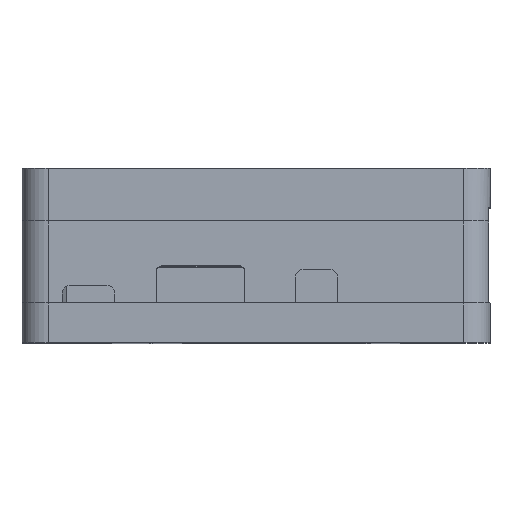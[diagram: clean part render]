
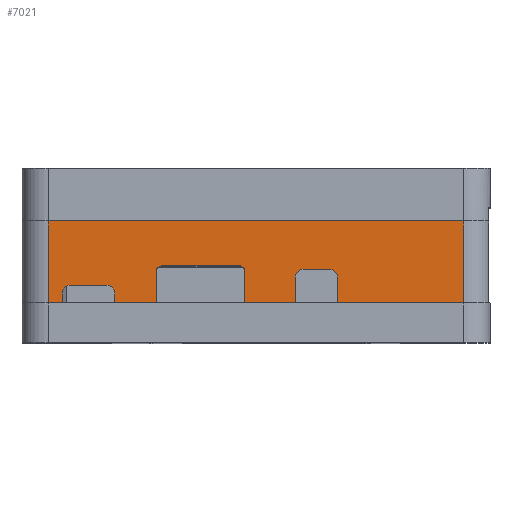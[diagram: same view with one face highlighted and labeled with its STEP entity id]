
A CAD part, top view. The second image highlights one B-rep face of the part: STEP entity #7021.
In plain terms, the highlighted planar face has unit normal (0, 0, 1).
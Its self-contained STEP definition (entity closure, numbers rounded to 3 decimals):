
#428=CIRCLE('',#7379,1.5);
#431=CIRCLE('',#7385,1.159);
#433=CIRCLE('',#7389,1.207);
#438=CIRCLE('',#7400,1.5);
#439=CIRCLE('',#7401,1.5);
#440=CIRCLE('',#7402,1.5);
#699=FACE_OUTER_BOUND('',#1088,.T.);
#1088=EDGE_LOOP('',(#5556,#5557,#5558,#5559,#5560,#5561,#5562,#5563,#5564,
#5565,#5566,#5567,#5568,#5569,#5570,#5571,#5572,#5573,#5574,#5575,#5576,
#5577));
#1640=LINE('',#10726,#2390);
#1641=LINE('',#10729,#2391);
#1648=LINE('',#10749,#2398);
#1651=LINE('',#10763,#2401);
#1654=LINE('',#10768,#2404);
#1667=LINE('',#10798,#2417);
#1668=LINE('',#10800,#2418);
#1669=LINE('',#10802,#2419);
#1670=LINE('',#10806,#2420);
#1671=LINE('',#10810,#2421);
#1672=LINE('',#10812,#2422);
#1673=LINE('',#10814,#2423);
#1674=LINE('',#10816,#2424);
#1675=LINE('',#10818,#2425);
#1676=LINE('',#10820,#2426);
#1677=LINE('',#10822,#2427);
#2390=VECTOR('',#8310,10.);
#2391=VECTOR('',#8313,10.);
#2398=VECTOR('',#8330,10.);
#2401=VECTOR('',#8343,10.);
#2404=VECTOR('',#8348,10.);
#2417=VECTOR('',#8375,10.);
#2418=VECTOR('',#8376,10.);
#2419=VECTOR('',#8377,10.);
#2420=VECTOR('',#8380,10.);
#2421=VECTOR('',#8383,10.);
#2422=VECTOR('',#8384,10.);
#2423=VECTOR('',#8385,10.);
#2424=VECTOR('',#8386,10.);
#2425=VECTOR('',#8387,10.);
#2426=VECTOR('',#8388,10.);
#2427=VECTOR('',#8389,10.);
#3133=VERTEX_POINT('',#10716);
#3134=VERTEX_POINT('',#10718);
#3136=VERTEX_POINT('',#10724);
#3137=VERTEX_POINT('',#10728);
#3142=VERTEX_POINT('',#10739);
#3143=VERTEX_POINT('',#10741);
#3145=VERTEX_POINT('',#10747);
#3148=VERTEX_POINT('',#10754);
#3149=VERTEX_POINT('',#10756);
#3151=VERTEX_POINT('',#10762);
#3163=VERTEX_POINT('',#10799);
#3164=VERTEX_POINT('',#10801);
#3165=VERTEX_POINT('',#10803);
#3166=VERTEX_POINT('',#10805);
#3167=VERTEX_POINT('',#10807);
#3168=VERTEX_POINT('',#10809);
#3169=VERTEX_POINT('',#10811);
#3170=VERTEX_POINT('',#10813);
#3171=VERTEX_POINT('',#10815);
#3172=VERTEX_POINT('',#10817);
#3173=VERTEX_POINT('',#10819);
#3174=VERTEX_POINT('',#10821);
#3981=EDGE_CURVE('',#3133,#3134,#428,.T.);
#3985=EDGE_CURVE('',#3136,#3133,#1640,.T.);
#3986=EDGE_CURVE('',#3137,#3134,#1641,.T.);
#3992=EDGE_CURVE('',#3142,#3143,#431,.T.);
#3996=EDGE_CURVE('',#3145,#3142,#1648,.T.);
#3999=EDGE_CURVE('',#3148,#3149,#433,.T.);
#4002=EDGE_CURVE('',#3149,#3151,#1651,.T.);
#4005=EDGE_CURVE('',#3148,#3143,#1654,.T.);
#4021=EDGE_CURVE('',#3151,#3136,#1667,.T.);
#4022=EDGE_CURVE('',#3163,#3145,#1668,.T.);
#4023=EDGE_CURVE('',#3163,#3164,#1669,.T.);
#4024=EDGE_CURVE('',#3165,#3164,#438,.T.);
#4025=EDGE_CURVE('',#3165,#3166,#1670,.T.);
#4026=EDGE_CURVE('',#3167,#3166,#439,.T.);
#4027=EDGE_CURVE('',#3167,#3168,#1671,.T.);
#4028=EDGE_CURVE('',#3169,#3168,#1672,.T.);
#4029=EDGE_CURVE('',#3169,#3170,#1673,.T.);
#4030=EDGE_CURVE('',#3171,#3170,#1674,.T.);
#4031=EDGE_CURVE('',#3172,#3171,#1675,.T.);
#4032=EDGE_CURVE('',#3173,#3172,#1676,.T.);
#4033=EDGE_CURVE('',#3173,#3174,#1677,.T.);
#4034=EDGE_CURVE('',#3137,#3174,#440,.T.);
#5556=ORIENTED_EDGE('',*,*,#4021,.F.);
#5557=ORIENTED_EDGE('',*,*,#4002,.F.);
#5558=ORIENTED_EDGE('',*,*,#3999,.F.);
#5559=ORIENTED_EDGE('',*,*,#4005,.T.);
#5560=ORIENTED_EDGE('',*,*,#3992,.F.);
#5561=ORIENTED_EDGE('',*,*,#3996,.F.);
#5562=ORIENTED_EDGE('',*,*,#4022,.F.);
#5563=ORIENTED_EDGE('',*,*,#4023,.T.);
#5564=ORIENTED_EDGE('',*,*,#4024,.F.);
#5565=ORIENTED_EDGE('',*,*,#4025,.T.);
#5566=ORIENTED_EDGE('',*,*,#4026,.F.);
#5567=ORIENTED_EDGE('',*,*,#4027,.T.);
#5568=ORIENTED_EDGE('',*,*,#4028,.F.);
#5569=ORIENTED_EDGE('',*,*,#4029,.T.);
#5570=ORIENTED_EDGE('',*,*,#4030,.F.);
#5571=ORIENTED_EDGE('',*,*,#4031,.F.);
#5572=ORIENTED_EDGE('',*,*,#4032,.F.);
#5573=ORIENTED_EDGE('',*,*,#4033,.T.);
#5574=ORIENTED_EDGE('',*,*,#4034,.F.);
#5575=ORIENTED_EDGE('',*,*,#3986,.T.);
#5576=ORIENTED_EDGE('',*,*,#3981,.F.);
#5577=ORIENTED_EDGE('',*,*,#3985,.F.);
#6719=PLANE('',#7399);
#7021=ADVANCED_FACE('',(#699),#6719,.T.);
#7379=AXIS2_PLACEMENT_3D('',#10719,#8303,#8304);
#7385=AXIS2_PLACEMENT_3D('',#10742,#8323,#8324);
#7389=AXIS2_PLACEMENT_3D('',#10757,#8336,#8337);
#7399=AXIS2_PLACEMENT_3D('',#10797,#8373,#8374);
#7400=AXIS2_PLACEMENT_3D('',#10804,#8378,#8379);
#7401=AXIS2_PLACEMENT_3D('',#10808,#8381,#8382);
#7402=AXIS2_PLACEMENT_3D('',#10823,#8390,#8391);
#8303=DIRECTION('center_axis',(0.,0.,1.));
#8304=DIRECTION('ref_axis',(0.707,0.707,0.));
#8310=DIRECTION('',(0.,1.,0.));
#8313=DIRECTION('',(1.,0.,0.));
#8323=DIRECTION('center_axis',(0.,0.,1.));
#8324=DIRECTION('ref_axis',(0.707,0.707,0.));
#8330=DIRECTION('',(0.,1.,0.));
#8336=DIRECTION('center_axis',(0.,0.,1.));
#8337=DIRECTION('ref_axis',(-0.707,0.707,0.));
#8343=DIRECTION('',(0.,-1.,0.));
#8348=DIRECTION('',(1.,0.,0.));
#8373=DIRECTION('center_axis',(0.,0.,1.));
#8374=DIRECTION('ref_axis',(1.,0.,0.));
#8375=DIRECTION('',(-1.,0.,0.));
#8376=DIRECTION('',(-1.,0.,0.));
#8377=DIRECTION('',(0.,1.,0.));
#8378=DIRECTION('center_axis',(0.,0.,1.));
#8379=DIRECTION('ref_axis',(-0.707,0.707,0.));
#8380=DIRECTION('',(1.,0.,0.));
#8381=DIRECTION('center_axis',(0.,0.,1.));
#8382=DIRECTION('ref_axis',(0.707,0.707,0.));
#8383=DIRECTION('',(0.,-1.,0.));
#8384=DIRECTION('',(-1.,0.,0.));
#8385=DIRECTION('',(0.,1.,0.));
#8386=DIRECTION('',(1.,0.,0.));
#8387=DIRECTION('',(0.,1.,0.));
#8388=DIRECTION('',(-1.,0.,0.));
#8389=DIRECTION('',(0.,1.,0.));
#8390=DIRECTION('center_axis',(0.,0.,1.));
#8391=DIRECTION('ref_axis',(-0.707,0.707,0.));
#10716=CARTESIAN_POINT('',(-26.9,2.7,30.));
#10718=CARTESIAN_POINT('',(-28.4,4.2,30.));
#10719=CARTESIAN_POINT('Origin',(-28.4,2.7,30.));
#10724=CARTESIAN_POINT('',(-26.9,0.8,30.));
#10726=CARTESIAN_POINT('',(-26.9,0.,30.));
#10728=CARTESIAN_POINT('',(-35.3,4.2,30.));
#10729=CARTESIAN_POINT('',(-35.4,4.2,30.));
#10739=CARTESIAN_POINT('',(-2.126,6.741,30.));
#10741=CARTESIAN_POINT('',(-3.285,7.9,30.));
#10742=CARTESIAN_POINT('Origin',(-3.285,6.741,30.));
#10747=CARTESIAN_POINT('',(-2.126,0.8,30.));
#10749=CARTESIAN_POINT('',(-2.126,0.,30.));
#10754=CARTESIAN_POINT('',(-17.804,7.9,30.));
#10756=CARTESIAN_POINT('',(-19.011,6.693,30.));
#10757=CARTESIAN_POINT('Origin',(-17.804,6.693,30.));
#10762=CARTESIAN_POINT('',(-19.011,0.8,30.));
#10763=CARTESIAN_POINT('',(-19.011,0.,30.));
#10768=CARTESIAN_POINT('',(-28.,7.9,30.));
#10797=CARTESIAN_POINT('Origin',(-39.5,0.8,30.));
#10798=CARTESIAN_POINT('',(-25.8,0.8,30.));
#10799=CARTESIAN_POINT('',(7.5,0.8,30.));
#10800=CARTESIAN_POINT('',(1.,0.8,30.));
#10801=CARTESIAN_POINT('',(7.5,5.7,30.));
#10802=CARTESIAN_POINT('',(7.5,0.,30.));
#10803=CARTESIAN_POINT('',(9.,7.2,30.));
#10804=CARTESIAN_POINT('Origin',(9.,5.7,30.));
#10805=CARTESIAN_POINT('',(14.,7.2,30.));
#10806=CARTESIAN_POINT('',(-14.,7.2,30.));
#10807=CARTESIAN_POINT('',(15.5,5.7,30.));
#10808=CARTESIAN_POINT('Origin',(14.,5.7,30.));
#10809=CARTESIAN_POINT('',(15.5,0.8,30.));
#10810=CARTESIAN_POINT('',(15.5,0.,30.));
#10811=CARTESIAN_POINT('',(39.5,0.8,30.));
#10812=CARTESIAN_POINT('',(39.5,0.8,30.));
#10813=CARTESIAN_POINT('',(39.5,16.394,30.));
#10814=CARTESIAN_POINT('',(39.5,0.8,30.));
#10815=CARTESIAN_POINT('',(-39.5,16.394,30.));
#10816=CARTESIAN_POINT('',(39.5,16.394,30.));
#10817=CARTESIAN_POINT('',(-39.5,0.8,30.));
#10818=CARTESIAN_POINT('',(-39.5,0.8,30.));
#10819=CARTESIAN_POINT('',(-36.8,0.8,30.));
#10820=CARTESIAN_POINT('',(39.5,0.8,30.));
#10821=CARTESIAN_POINT('',(-36.8,2.7,30.));
#10822=CARTESIAN_POINT('',(-36.8,0.,30.));
#10823=CARTESIAN_POINT('Origin',(-35.3,2.7,30.));
